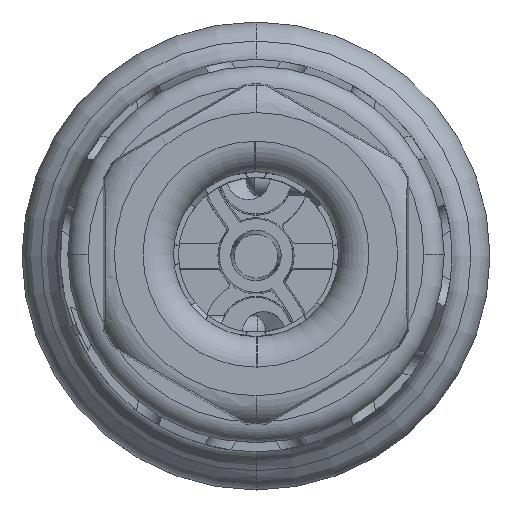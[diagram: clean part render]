
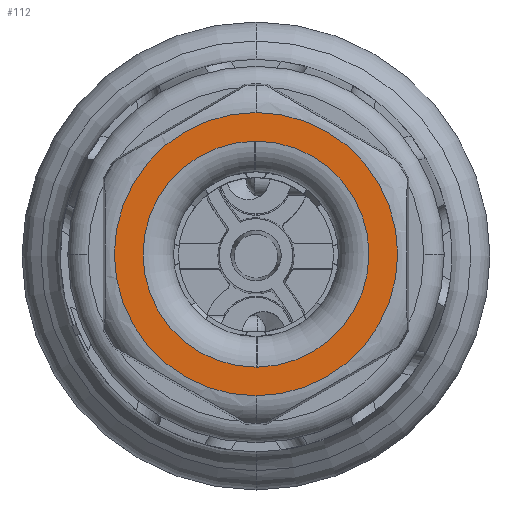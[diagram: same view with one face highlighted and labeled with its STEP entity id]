
A CAD part, top view. The second image highlights one B-rep face of the part: STEP entity #112.
In plain terms, the highlighted planar face has unit normal (0, 0, 1).
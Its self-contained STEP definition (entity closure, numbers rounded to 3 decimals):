
#112=ADVANCED_FACE('',(#3500,#3501),#3502,.T.);
#3500=FACE_OUTER_BOUND('',#10294,.T.);
#3501=FACE_BOUND('',#10295,.T.);
#3502=PLANE('',#10296);
#10294=EDGE_LOOP('',(#21188,#21189));
#10295=EDGE_LOOP('',(#21190,#21191,#21192,#21193));
#10296=AXIS2_PLACEMENT_3D('',#21194,#21195,#21196);
#21188=ORIENTED_EDGE('',*,*,#49235,.T.);
#21189=ORIENTED_EDGE('',*,*,#49236,.T.);
#21190=ORIENTED_EDGE('',*,*,#49237,.T.);
#21191=ORIENTED_EDGE('',*,*,#48608,.T.);
#21192=ORIENTED_EDGE('',*,*,#49238,.T.);
#21193=ORIENTED_EDGE('',*,*,#48611,.T.);
#21194=CARTESIAN_POINT('',(0.0,0.0,17.076));
#21195=DIRECTION('',(0.0,0.0,1.0));
#21196=DIRECTION('',(1.0,0.0,0.0));
#48608=EDGE_CURVE('',#58066,#58064,#58067,.T.);
#48611=EDGE_CURVE('',#58071,#58069,#58072,.T.);
#49235=EDGE_CURVE('',#59287,#59289,#59291,.T.);
#49236=EDGE_CURVE('',#59289,#59287,#59292,.T.);
#49237=EDGE_CURVE('',#58069,#58066,#59293,.T.);
#49238=EDGE_CURVE('',#58064,#58071,#59294,.T.);
#58064=VERTEX_POINT('',#74178);
#58066=VERTEX_POINT('',#74180);
#58067=CIRCLE('',#74181,11.105);
#58069=VERTEX_POINT('',#74183);
#58071=VERTEX_POINT('',#74185);
#58072=CIRCLE('',#74186,11.105);
#59287=VERTEX_POINT('',#76989);
#59289=VERTEX_POINT('',#76991);
#59291=CIRCLE('',#76993,13.922);
#59292=CIRCLE('',#76994,13.922);
#59293=CIRCLE('',#76995,11.105);
#59294=CIRCLE('',#76996,11.105);
#74178=CARTESIAN_POINT('',(0.0,-11.105,17.076));
#74180=CARTESIAN_POINT('',(0.165,-11.104,17.076));
#74181=AXIS2_PLACEMENT_3D('',#105565,#105566,#105567);
#74183=CARTESIAN_POINT('',(0.0,11.105,17.076));
#74185=CARTESIAN_POINT('',(-0.165,11.104,17.076));
#74186=AXIS2_PLACEMENT_3D('',#105574,#105575,#105576);
#76989=CARTESIAN_POINT('',(0.0,-13.922,17.076));
#76991=CARTESIAN_POINT('',(0.0,13.922,17.076));
#76993=AXIS2_PLACEMENT_3D('',#106054,#106055,#106056);
#76994=AXIS2_PLACEMENT_3D('',#106057,#106058,#106059);
#76995=AXIS2_PLACEMENT_3D('',#106060,#106061,#106062);
#76996=AXIS2_PLACEMENT_3D('',#106063,#106064,#106065);
#105565=CARTESIAN_POINT('',(0.0,0.0,17.076));
#105566=DIRECTION('',(0.0,0.0,-1.0));
#105567=DIRECTION('',(0.0,1.0,0.0));
#105574=CARTESIAN_POINT('',(0.0,0.0,17.076));
#105575=DIRECTION('',(0.0,0.0,-1.0));
#105576=DIRECTION('',(0.0,-1.0,0.0));
#106054=CARTESIAN_POINT('',(0.0,0.0,17.076));
#106055=DIRECTION('',(0.0,0.0,1.0));
#106056=DIRECTION('',(0.0,-1.0,0.0));
#106057=CARTESIAN_POINT('',(0.0,0.0,17.076));
#106058=DIRECTION('',(0.0,-0.0,1.0));
#106059=DIRECTION('',(0.0,1.0,0.0));
#106060=CARTESIAN_POINT('',(0.0,0.0,17.076));
#106061=DIRECTION('',(0.0,0.0,-1.0));
#106062=DIRECTION('',(0.0,1.0,0.0));
#106063=CARTESIAN_POINT('',(0.0,0.0,17.076));
#106064=DIRECTION('',(0.0,0.0,-1.0));
#106065=DIRECTION('',(0.0,-1.0,0.0));
